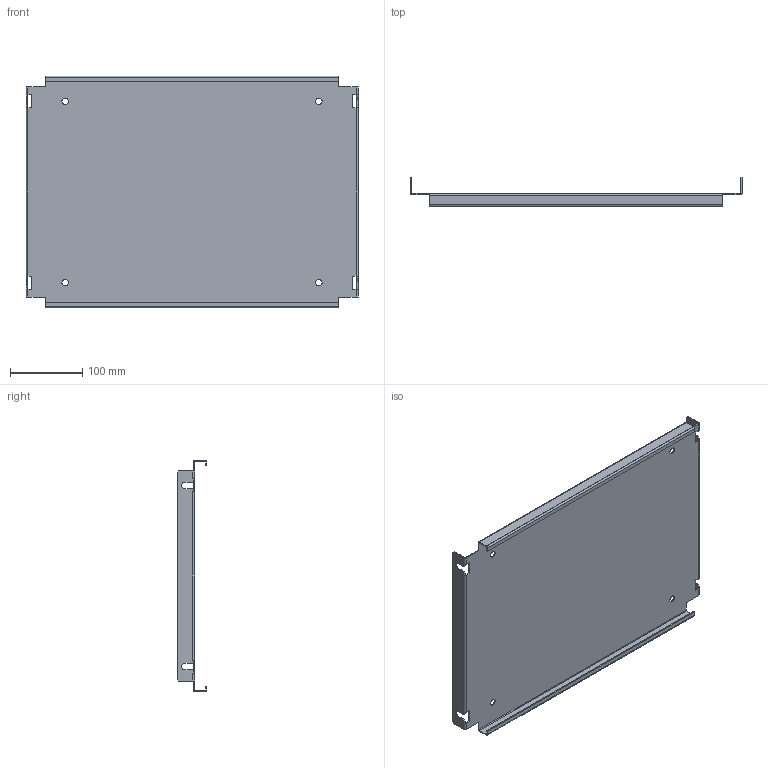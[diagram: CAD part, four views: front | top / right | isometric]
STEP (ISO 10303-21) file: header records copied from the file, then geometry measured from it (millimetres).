
FILE_DESCRIPTION((''),'2;1');
FILE_NAME('NSYBANPLA54-3D_ASM','2022-03-17T12:15:45',('SESA6369'),('Schneider-Electric'),'CREO PARAMETRIC BY PTC INC, 2019471','CREO PARAMETRIC BY PTC INC, 2019471','');
FILE_SCHEMA(('AP242_MANAGED_MODEL_BASED_3D_ENGINEERING_MIM_LF { 1 0 10303 442 1 1 4 }'));
Length unit declared in the file: millimetre
Products named in the file (2): 2761070101; NSYBANPLA54-3D_ASM
Assembly tree (1 placements, depth 2):
  NSYBANPLA54-3D_ASM
    2761070101
Bounding box: 458 x 40.5 x 320 mm (x, y, z)
Volume: 260347.4 mm3; surface area: 350350.8 mm2
Topology: 1 solids, 1 shells, 106 faces, 332 edges, 224 vertices
Faces by surface type: plane 74, cylinder 32
Entity records: 5387 total; most frequent: CARTESIAN_POINT 668, ORIENTED_EDGE 656, DIRECTION 634, PRESENTATION_STYLE_ASSIGNMENT 336, STYLED_ITEM 336, CURVE_STYLE 333, EDGE_CURVE 328, VECTOR 260
